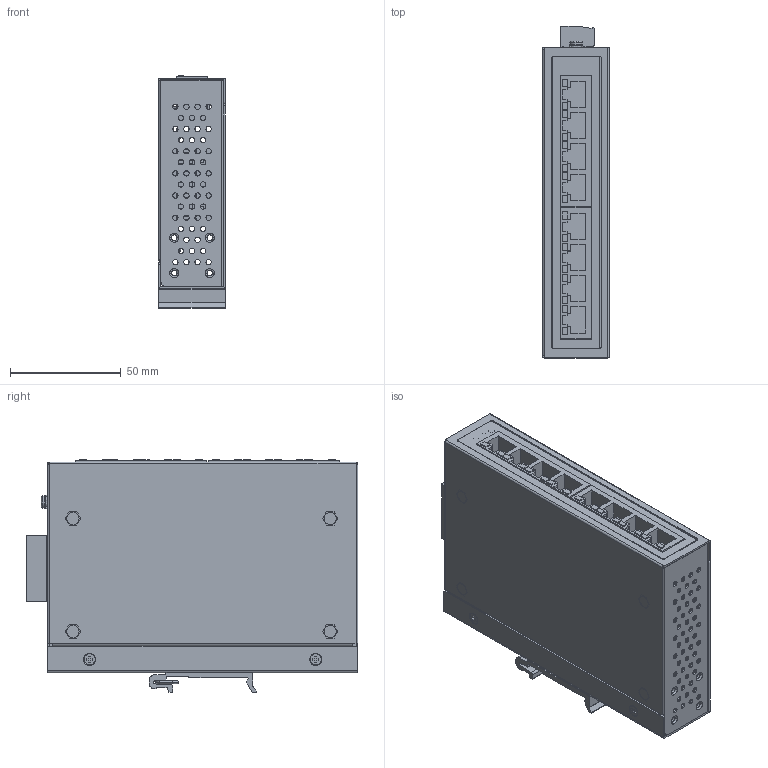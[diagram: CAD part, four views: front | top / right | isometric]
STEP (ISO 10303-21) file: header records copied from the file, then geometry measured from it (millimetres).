
FILE_DESCRIPTION (( 'STEP AP214' ), '1' );
FILE_NAME ('LEONTON_EG2-0800_3D sr1 solid but 16 bad faces1 extTB1ac coord fxt sr1.STEP', '2023-07-10T18:46:17', ( '' ), ( '' ), 'SwSTEP 2.0', 'SolidWorks 2021', '' );
FILE_SCHEMA (( 'AUTOMOTIVE_DESIGN' ));
Length unit declared in the file: inch
Products named in the file (1): LEONTON_EG2-0800_3D sr1 solid but 16 bad faces1 extTB1ac coord fxt sr1
Bounding box: 30 x 149.64 x 104.8 mm (x, y, z)
Volume: 76450 mm3; surface area: 112272 mm2
Topology: 29 solids, 29 shells, 2121 faces, 5452 edges, 3429 vertices
Faces by surface type: plane 1049, cylinder 701, bspline 207, cone 164
Entity records: 72895 total; most frequent: CARTESIAN_POINT 21823, ORIENTED_EDGE 10752, DIRECTION 10149, EDGE_CURVE 5376, AXIS2_PLACEMENT_3D 3455, VERTEX_POINT 3429, LINE 3239, VECTOR 3239
